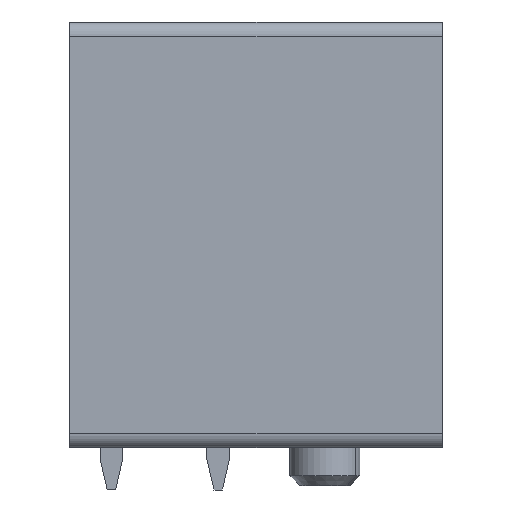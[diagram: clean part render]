
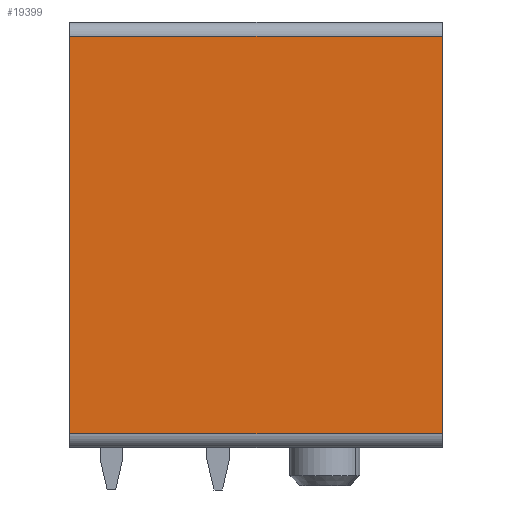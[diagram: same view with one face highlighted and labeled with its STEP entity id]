
A CAD part, left-side view. The second image highlights one B-rep face of the part: STEP entity #19399.
In plain terms, the highlighted planar face has unit normal (-1, 0, 0).
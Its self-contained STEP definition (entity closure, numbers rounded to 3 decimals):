
#19391=AXIS2_PLACEMENT_3D('Plane Axis2P3D',#19388,#19389,#19390) ;
#154=CARTESIAN_POINT('Vertex',(0.,0.,16.2)) ;
#157=CARTESIAN_POINT('Line Origine',(0.,0.,9.1)) ;
#161=CARTESIAN_POINT('Vertex',(0.,0.,2.)) ;
#2673=CARTESIAN_POINT('Vertex',(0.,13.3,2.)) ;
#2676=CARTESIAN_POINT('Line Origine',(0.,13.3,9.1)) ;
#2680=CARTESIAN_POINT('Vertex',(0.,13.3,16.2)) ;
#19359=CARTESIAN_POINT('Line Origine',(0.,6.65,16.2)) ;
#19376=CARTESIAN_POINT('Line Origine',(0.,6.65,2.)) ;
#19388=CARTESIAN_POINT('Axis2P3D Location',(0.,0.,0.)) ;
#158=DIRECTION('Vector Direction',(0.,0.,-1.)) ;
#2677=DIRECTION('Vector Direction',(0.,0.,1.)) ;
#19360=DIRECTION('Vector Direction',(0.,1.,0.)) ;
#19377=DIRECTION('Vector Direction',(0.,1.,0.)) ;
#19389=DIRECTION('Axis2P3D Direction',(-1.,0.,0.)) ;
#19390=DIRECTION('Axis2P3D XDirection',(0.,-1.,0.)) ;
#159=VECTOR('Line Direction',#158,1.) ;
#2678=VECTOR('Line Direction',#2677,1.) ;
#19361=VECTOR('Line Direction',#19360,1.) ;
#19378=VECTOR('Line Direction',#19377,1.) ;
#19394=ORIENTED_EDGE('',*,*,#163,.T.) ;
#19395=ORIENTED_EDGE('',*,*,#19363,.T.) ;
#19396=ORIENTED_EDGE('',*,*,#2682,.T.) ;
#19397=ORIENTED_EDGE('',*,*,#19380,.T.) ;
#19399=ADVANCED_FACE('HOUSING',(#19398),#19392,.T.) ;
#163=EDGE_CURVE('',#162,#155,#160,.F.) ;
#2682=EDGE_CURVE('',#2681,#2674,#2679,.F.) ;
#19363=EDGE_CURVE('',#155,#2681,#19362,.T.) ;
#19380=EDGE_CURVE('',#2674,#162,#19379,.F.) ;
#19393=EDGE_LOOP('',(#19394,#19395,#19396,#19397)) ;
#19398=FACE_OUTER_BOUND('',#19393,.T.) ;
#160=LINE('Line',#157,#159) ;
#2679=LINE('Line',#2676,#2678) ;
#19362=LINE('Line',#19359,#19361) ;
#19379=LINE('Line',#19376,#19378) ;
#19392=PLANE('',#19391) ;
#155=VERTEX_POINT('',#154) ;
#162=VERTEX_POINT('',#161) ;
#2674=VERTEX_POINT('',#2673) ;
#2681=VERTEX_POINT('',#2680) ;
